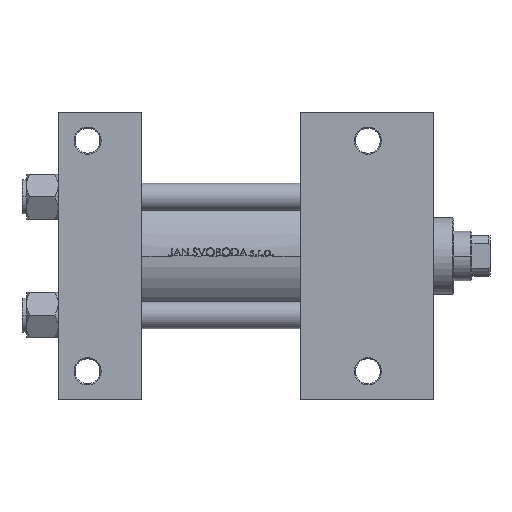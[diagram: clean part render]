
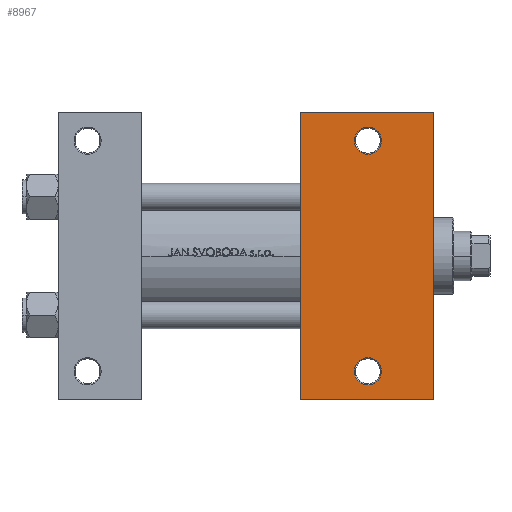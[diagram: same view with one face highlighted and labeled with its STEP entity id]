
A CAD part, front view. The second image highlights one B-rep face of the part: STEP entity #8967.
In plain terms, the highlighted face is planar.
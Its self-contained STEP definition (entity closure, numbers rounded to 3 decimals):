
#329 = CARTESIAN_POINT ( 'NONE',  ( 166., 37.5, -37.5 ) ) ;
#578 = CARTESIAN_POINT ( 'NONE',  ( 166., 63.5, -37.5 ) ) ;
#803 = FACE_OUTER_BOUND ( 'NONE', #46786, .T. ) ;
#838 = CARTESIAN_POINT ( 'NONE',  ( 107., -63.5, -37.5 ) ) ;
#895 = ORIENTED_EDGE ( 'NONE', *, *, #47544, .T. ) ;
#1045 = DIRECTION ( 'NONE',  ( -1., 0., 0. ) ) ;
#1500 = LINE ( 'NONE', #329, #27432 ) ;
#1536 = FACE_BOUND ( 'NONE', #19638, .T. ) ;
#3195 = CARTESIAN_POINT ( 'NONE',  ( 107., 37.5, -37.5 ) ) ;
#4487 = VERTEX_POINT ( 'NONE', #578 ) ;
#4772 = CARTESIAN_POINT ( 'NONE',  ( 107., 63.5, -37.5 ) ) ;
#5000 = DIRECTION ( 'NONE',  ( 0., -1., 0. ) ) ;
#5194 = VERTEX_POINT ( 'NONE', #35319 ) ;
#5522 = DIRECTION ( 'NONE',  ( 0., 0., -1. ) ) ;
#6089 = VECTOR ( 'NONE', #16033, 1000. ) ;
#6775 = EDGE_CURVE ( 'NONE', #43135, #5194, #42371, .T. ) ;
#7283 = EDGE_CURVE ( 'NONE', #9123, #4487, #38899, .T. ) ;
#8275 = CARTESIAN_POINT ( 'NONE',  ( 131., -51., -37.5 ) ) ;
#8397 = CIRCLE ( 'NONE', #9180, 6. ) ;
#8724 = DIRECTION ( 'NONE',  ( 0., 0., 1. ) ) ;
#8967 = ADVANCED_FACE ( 'NONE', ( #1536, #35422, #803 ), #46366, .T. ) ;
#9123 = VERTEX_POINT ( 'NONE', #42083 ) ;
#9180 = AXIS2_PLACEMENT_3D ( 'NONE', #14386, #29561, #46474 ) ;
#11005 = CARTESIAN_POINT ( 'NONE',  ( 137., 51., -37.5 ) ) ;
#11235 = DIRECTION ( 'NONE',  ( 0., 0., 1. ) ) ;
#12204 = ORIENTED_EDGE ( 'NONE', *, *, #45677, .T. ) ;
#12226 = VERTEX_POINT ( 'NONE', #43057 ) ;
#13088 = CARTESIAN_POINT ( 'NONE',  ( 166., -63.5, -37.5 ) ) ;
#14386 = CARTESIAN_POINT ( 'NONE',  ( 137., -51., -37.5 ) ) ;
#14406 = LINE ( 'NONE', #3195, #43375 ) ;
#16033 = DIRECTION ( 'NONE',  ( -1., 0., 0. ) ) ;
#19638 = EDGE_LOOP ( 'NONE', ( #36996, #46144 ) ) ;
#19760 = LINE ( 'NONE', #838, #6089 ) ;
#19921 = DIRECTION ( 'NONE',  ( -1., 0., 0. ) ) ;
#19977 = CARTESIAN_POINT ( 'NONE',  ( 166., 37.5, -37.5 ) ) ;
#21538 = AXIS2_PLACEMENT_3D ( 'NONE', #11005, #23427, #27162 ) ;
#21647 = CIRCLE ( 'NONE', #21538, 6. ) ;
#23427 = DIRECTION ( 'NONE',  ( 0., 0., 1. ) ) ;
#24944 = AXIS2_PLACEMENT_3D ( 'NONE', #19977, #5522, #1045 ) ;
#25843 = DIRECTION ( 'NONE',  ( 0., -1., 0. ) ) ;
#26397 = DIRECTION ( 'NONE',  ( -1., 0., 0. ) ) ;
#27162 = DIRECTION ( 'NONE',  ( -1., 0., 0. ) ) ;
#27419 = DIRECTION ( 'NONE',  ( 1., 0., 0. ) ) ;
#27432 = VECTOR ( 'NONE', #5000, 1000. ) ;
#29064 = AXIS2_PLACEMENT_3D ( 'NONE', #42828, #8724, #19921 ) ;
#29561 = DIRECTION ( 'NONE',  ( 0., 0., 1. ) ) ;
#30133 = CARTESIAN_POINT ( 'NONE',  ( 137., 51., -37.5 ) ) ;
#31186 = ORIENTED_EDGE ( 'NONE', *, *, #46041, .F. ) ;
#31532 = CARTESIAN_POINT ( 'NONE',  ( 131., 51., -37.5 ) ) ;
#32134 = CARTESIAN_POINT ( 'NONE',  ( 143., -51., -37.5 ) ) ;
#34451 = EDGE_CURVE ( 'NONE', #5194, #43135, #21647, .T. ) ;
#34693 = VERTEX_POINT ( 'NONE', #32134 ) ;
#35271 = ORIENTED_EDGE ( 'NONE', *, *, #45204, .T. ) ;
#35319 = CARTESIAN_POINT ( 'NONE',  ( 143., 51., -37.5 ) ) ;
#35422 = FACE_BOUND ( 'NONE', #36424, .T. ) ;
#36424 = EDGE_LOOP ( 'NONE', ( #35271, #12204 ) ) ;
#36829 = VECTOR ( 'NONE', #27419, 1000. ) ;
#36996 = ORIENTED_EDGE ( 'NONE', *, *, #6775, .T. ) ;
#38899 = LINE ( 'NONE', #4772, #36829 ) ;
#39995 = AXIS2_PLACEMENT_3D ( 'NONE', #30133, #11235, #26397 ) ;
#42083 = CARTESIAN_POINT ( 'NONE',  ( 107., 63.5, -37.5 ) ) ;
#42253 = ORIENTED_EDGE ( 'NONE', *, *, #48352, .T. ) ;
#42371 = CIRCLE ( 'NONE', #39995, 6. ) ;
#42417 = ORIENTED_EDGE ( 'NONE', *, *, #7283, .T. ) ;
#42828 = CARTESIAN_POINT ( 'NONE',  ( 137., -51., -37.5 ) ) ;
#43057 = CARTESIAN_POINT ( 'NONE',  ( 107., -63.5, -37.5 ) ) ;
#43135 = VERTEX_POINT ( 'NONE', #31532 ) ;
#43375 = VECTOR ( 'NONE', #25843, 1000. ) ;
#45204 = EDGE_CURVE ( 'NONE', #48537, #34693, #8397, .T. ) ;
#45677 = EDGE_CURVE ( 'NONE', #34693, #48537, #48953, .T. ) ;
#46041 = EDGE_CURVE ( 'NONE', #9123, #12226, #14406, .T. ) ;
#46144 = ORIENTED_EDGE ( 'NONE', *, *, #34451, .T. ) ;
#46366 = PLANE ( 'NONE',  #24944 ) ;
#46474 = DIRECTION ( 'NONE',  ( -1., 0., 0. ) ) ;
#46786 = EDGE_LOOP ( 'NONE', ( #31186, #42417, #895, #42253 ) ) ;
#47544 = EDGE_CURVE ( 'NONE', #4487, #48217, #1500, .T. ) ;
#48217 = VERTEX_POINT ( 'NONE', #13088 ) ;
#48352 = EDGE_CURVE ( 'NONE', #48217, #12226, #19760, .T. ) ;
#48537 = VERTEX_POINT ( 'NONE', #8275 ) ;
#48953 = CIRCLE ( 'NONE', #29064, 6. ) ;
